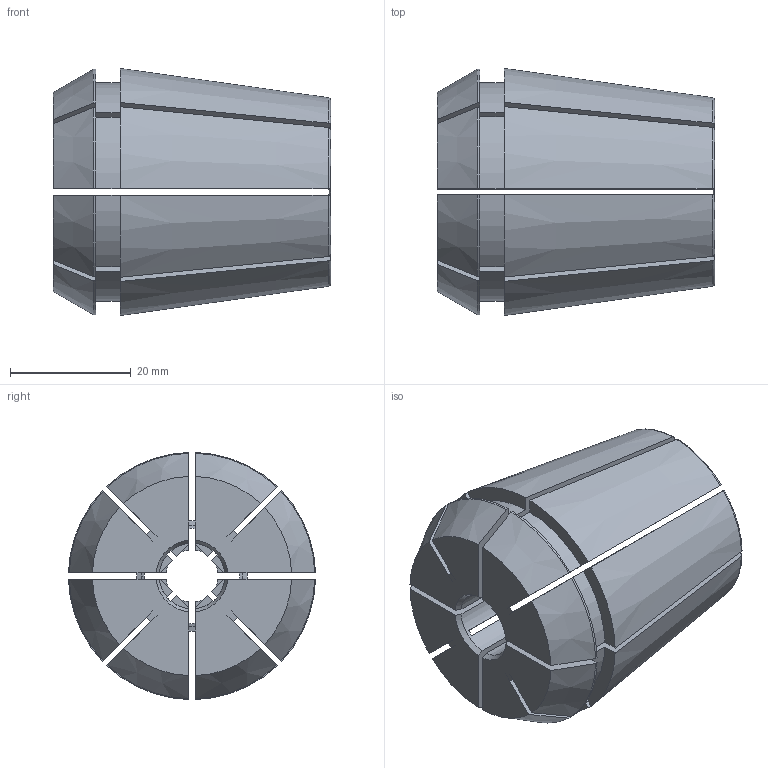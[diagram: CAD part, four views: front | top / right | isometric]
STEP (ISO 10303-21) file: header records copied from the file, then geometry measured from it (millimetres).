
FILE_DESCRIPTION (( 'STEP AP203' ), '1' );
FILE_NAME ('ER40G藝梓-耳3.5-12.192.STEP', '2023-07-12T11:04:22', ( '' ), ( '' ), 'SwSTEP 2.0', 'SolidWorks 2012', '' );
FILE_SCHEMA (( 'CONFIG_CONTROL_DESIGN' ));
Length unit declared in the file: millimetre
Products named in the file (1): ER40G藝梓-耳3.5-12.192
Bounding box: 46 x 40.99 x 40.99 mm (x, y, z)
Volume: 37998 mm3; surface area: 17174.2 mm2
Topology: 1 solids, 1 shells, 157 faces, 471 edges, 314 vertices
Faces by surface type: plane 72, cylinder 44, cone 33, torus 8
Entity records: 5568 total; most frequent: CARTESIAN_POINT 1314, ORIENTED_EDGE 942, DIRECTION 823, EDGE_CURVE 471, VERTEX_POINT 314, AXIS2_PLACEMENT_3D 299, VECTOR 225, LINE 225
